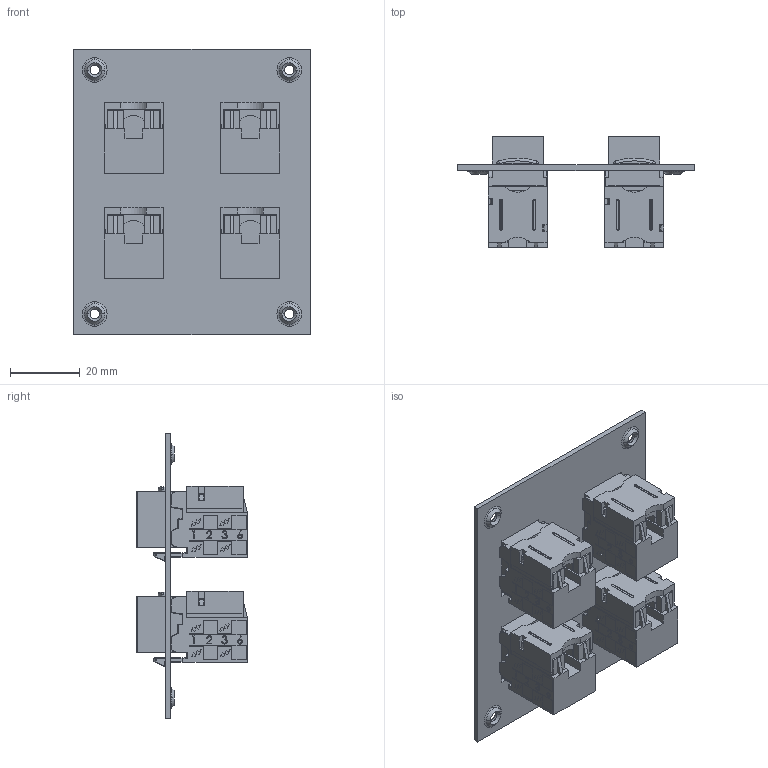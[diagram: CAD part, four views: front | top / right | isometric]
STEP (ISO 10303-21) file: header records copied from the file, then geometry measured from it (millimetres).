
FILE_DESCRIPTION (( 'STEP AP203' ), '1' );
FILE_NAME ('USP4MK-C5B.STEP', '2014-11-12T21:28:24', ( 'x' ), ( '' ), 'SwSTEP 2.0', 'SolidWorks 2014', '' );
FILE_SCHEMA (( 'CONFIG_CONTROL_DESIGN' ));
Length unit declared in the file: inch
Products named in the file (5): MJS110C5E_Cat 5e; 1AR03-002; MJS110C6-MA12_MJS110C5; MJS110C6-MA11; USP4MK-C5B
Assembly tree (7 placements, depth 3):
  USP4MK-C5B
    1AR03-002
    MJS110C5E_Cat 5e  x4
      MJS110C6-MA12_MJS110C5
      MJS110C6-MA11
Bounding box: 68.07 x 31.85 x 82.04 mm (x, y, z)
Volume: 37051.1 mm3; surface area: 34086.3 mm2
Topology: 9 solids, 9 shells, 3358 faces, 9280 edges, 6004 vertices
Faces by surface type: plane 2390, bspline 396, cylinder 372, torus 96, sphere 80, cone 24
Entity records: 33700 total; most frequent: CARTESIAN_POINT 10845, ORIENTED_EDGE 4902, DIRECTION 4136, EDGE_CURVE 2451, LINE 1944, VECTOR 1944, VERTEX_POINT 1593, AXIS2_PLACEMENT_3D 1096
